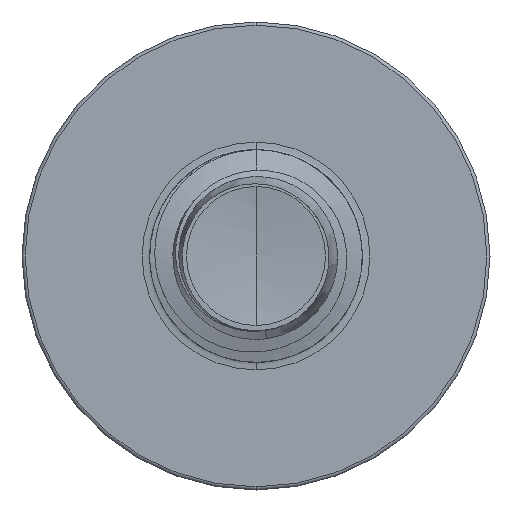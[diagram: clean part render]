
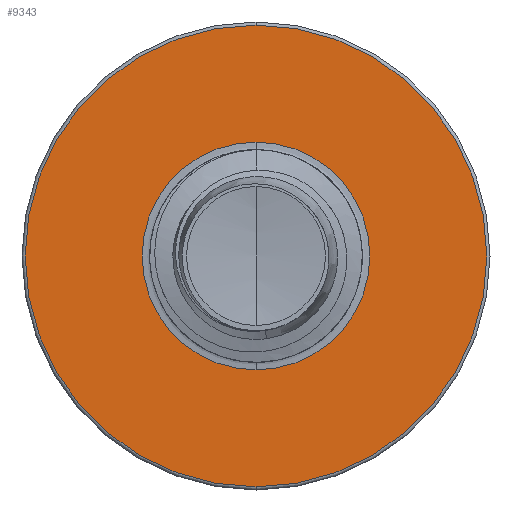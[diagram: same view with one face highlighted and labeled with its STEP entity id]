
A CAD part, front view. The second image highlights one B-rep face of the part: STEP entity #9343.
In plain terms, the highlighted planar face has unit normal (0, -1, 0).
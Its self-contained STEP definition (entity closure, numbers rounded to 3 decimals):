
#602 = CARTESIAN_POINT ( 'NONE',  ( 0., 9., -5.425 ) ) ;
#1351 = AXIS2_PLACEMENT_3D ( 'NONE', #5104, #16953, #7398 ) ;
#3279 = DIRECTION ( 'NONE',  ( 0., 1., 0. ) ) ;
#3355 = AXIS2_PLACEMENT_3D ( 'NONE', #15985, #15862, #15759 ) ;
#4604 = CIRCLE ( 'NONE', #18838, 2.677 ) ;
#5104 = CARTESIAN_POINT ( 'NONE',  ( 0., 9., 0. ) ) ;
#6020 = VERTEX_POINT ( 'NONE', #602 ) ;
#6842 = FACE_BOUND ( 'NONE', #15169, .T. ) ;
#6874 = VERTEX_POINT ( 'NONE', #21842 ) ;
#7398 = DIRECTION ( 'NONE',  ( 0., 0., 1. ) ) ;
#7683 = VERTEX_POINT ( 'NONE', #20285 ) ;
#7971 = AXIS2_PLACEMENT_3D ( 'NONE', #14878, #3279, #16049 ) ;
#8208 = ORIENTED_EDGE ( 'NONE', *, *, #16321, .F. ) ;
#8474 = ORIENTED_EDGE ( 'NONE', *, *, #19436, .F. ) ;
#8640 = CARTESIAN_POINT ( 'NONE',  ( 0., 9., 0. ) ) ;
#8702 = ORIENTED_EDGE ( 'NONE', *, *, #19397, .T. ) ;
#8959 = ORIENTED_EDGE ( 'NONE', *, *, #20574, .T. ) ;
#9343 = ADVANCED_FACE ( 'NONE', ( #16989, #6842 ), #15896, .F. ) ;
#9447 = DIRECTION ( 'NONE',  ( 0., 1., 0. ) ) ;
#10685 = DIRECTION ( 'NONE',  ( 0., 0., 1. ) ) ;
#11169 = EDGE_LOOP ( 'NONE', ( #8208, #8474 ) ) ;
#11232 = AXIS2_PLACEMENT_3D ( 'NONE', #8640, #18662, #10685 ) ;
#14332 = CIRCLE ( 'NONE', #11232, 2.677 ) ;
#14878 = CARTESIAN_POINT ( 'NONE',  ( 0., 9., 0. ) ) ;
#15169 = EDGE_LOOP ( 'NONE', ( #8702, #8959 ) ) ;
#15690 = CARTESIAN_POINT ( 'NONE',  ( 0., 9., 5.425 ) ) ;
#15759 = DIRECTION ( 'NONE',  ( 0., 0., 1. ) ) ;
#15862 = DIRECTION ( 'NONE',  ( 0., 1., 0. ) ) ;
#15896 = PLANE ( 'NONE',  #3355 ) ;
#15985 = CARTESIAN_POINT ( 'NONE',  ( 0., 9., -2.677 ) ) ;
#16049 = DIRECTION ( 'NONE',  ( 0., 0., 1. ) ) ;
#16321 = EDGE_CURVE ( 'NONE', #17425, #6020, #17834, .T. ) ;
#16755 = CIRCLE ( 'NONE', #1351, 5.425 ) ;
#16953 = DIRECTION ( 'NONE',  ( 0., 1., 0. ) ) ;
#16989 = FACE_OUTER_BOUND ( 'NONE', #11169, .T. ) ;
#17425 = VERTEX_POINT ( 'NONE', #15690 ) ;
#17834 = CIRCLE ( 'NONE', #7971, 5.425 ) ;
#17998 = CARTESIAN_POINT ( 'NONE',  ( 0., 9., 0. ) ) ;
#18662 = DIRECTION ( 'NONE',  ( 0., 1., 0. ) ) ;
#18838 = AXIS2_PLACEMENT_3D ( 'NONE', #17998, #9447, #19130 ) ;
#19130 = DIRECTION ( 'NONE',  ( 0., 0., 1. ) ) ;
#19397 = EDGE_CURVE ( 'NONE', #6874, #7683, #4604, .T. ) ;
#19436 = EDGE_CURVE ( 'NONE', #6020, #17425, #16755, .T. ) ;
#20285 = CARTESIAN_POINT ( 'NONE',  ( 0., 9., -2.677 ) ) ;
#20574 = EDGE_CURVE ( 'NONE', #7683, #6874, #14332, .T. ) ;
#21842 = CARTESIAN_POINT ( 'NONE',  ( 0., 9., 2.677 ) ) ;
